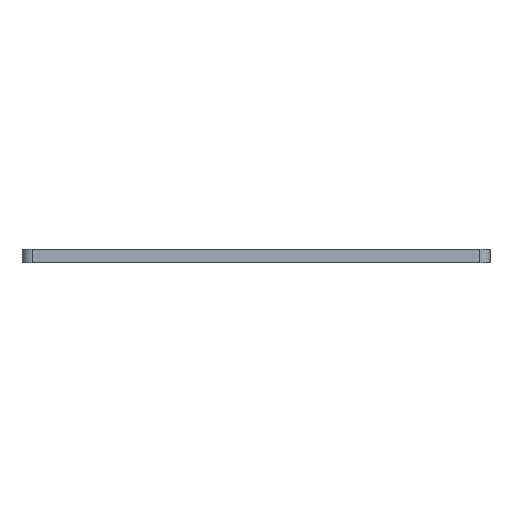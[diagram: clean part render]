
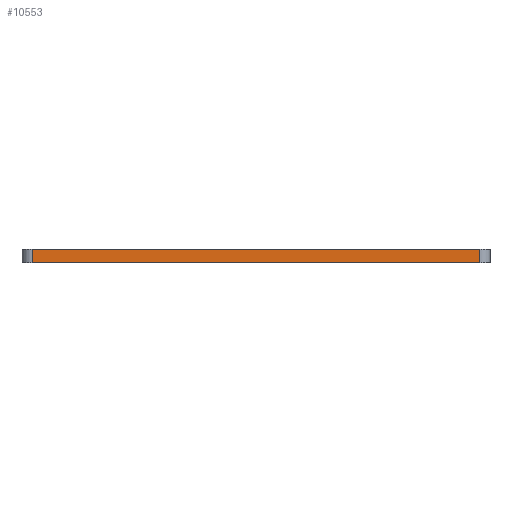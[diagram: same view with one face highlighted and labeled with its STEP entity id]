
A CAD part, left-side view. The second image highlights one B-rep face of the part: STEP entity #10553.
In plain terms, the highlighted planar face has unit normal (-1, 0, 0).
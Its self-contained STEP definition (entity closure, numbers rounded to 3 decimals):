
#498=FACE_OUTER_BOUND('',#1136,.T.);
#1136=EDGE_LOOP('',(#8504,#8505,#8506,#8507));
#2407=LINE('',#15953,#3864);
#2620=LINE('',#16389,#4077);
#2622=LINE('',#16393,#4079);
#2623=LINE('',#16394,#4080);
#3864=VECTOR('',#12968,10.);
#4077=VECTOR('',#13195,10.);
#4079=VECTOR('',#13199,10.);
#4080=VECTOR('',#13200,10.);
#5063=VERTEX_POINT('',#15950);
#5064=VERTEX_POINT('',#15952);
#5279=VERTEX_POINT('',#16386);
#5281=VERTEX_POINT('',#16392);
#6300=EDGE_CURVE('',#5063,#5064,#2407,.T.);
#6518=EDGE_CURVE('',#5279,#5063,#2620,.T.);
#6520=EDGE_CURVE('',#5281,#5279,#2622,.T.);
#6521=EDGE_CURVE('',#5281,#5064,#2623,.T.);
#8504=ORIENTED_EDGE('',*,*,#6520,.F.);
#8505=ORIENTED_EDGE('',*,*,#6521,.T.);
#8506=ORIENTED_EDGE('',*,*,#6300,.F.);
#8507=ORIENTED_EDGE('',*,*,#6518,.F.);
#10018=PLANE('',#11113);
#10553=ADVANCED_FACE('',(#498),#10018,.T.);
#11113=AXIS2_PLACEMENT_3D('',#16391,#13197,#13198);
#12968=DIRECTION('',(0.,1.,0.));
#13195=DIRECTION('',(0.,0.,-1.));
#13197=DIRECTION('center_axis',(-1.,0.,0.));
#13198=DIRECTION('ref_axis',(0.,1.,0.));
#13199=DIRECTION('',(0.,-1.,0.));
#13200=DIRECTION('',(0.,0.,-1.));
#15950=CARTESIAN_POINT('',(-6.4,-3.4,-4.));
#15952=CARTESIAN_POINT('',(-6.4,127.225,-4.));
#15953=CARTESIAN_POINT('',(-6.4,127.225,-4.));
#16386=CARTESIAN_POINT('',(-6.4,-3.4,0.));
#16389=CARTESIAN_POINT('',(-6.4,-3.4,0.));
#16391=CARTESIAN_POINT('Origin',(-6.4,-3.4,0.));
#16392=CARTESIAN_POINT('',(-6.4,127.225,0.));
#16393=CARTESIAN_POINT('',(-6.4,127.225,0.));
#16394=CARTESIAN_POINT('',(-6.4,127.225,0.));
